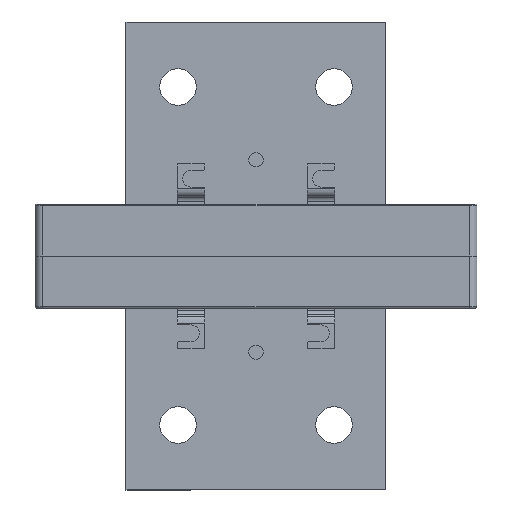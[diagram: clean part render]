
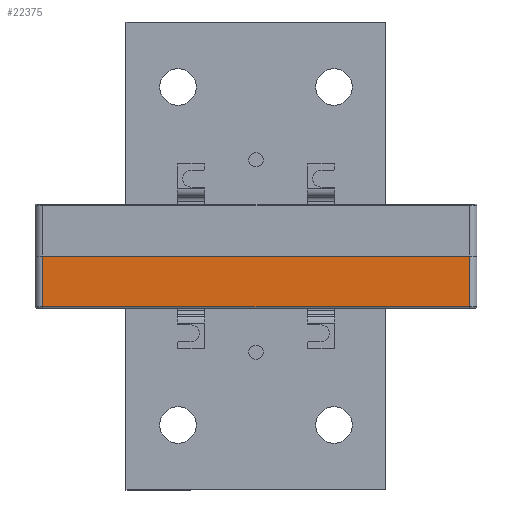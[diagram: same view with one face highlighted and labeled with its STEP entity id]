
A CAD part, front view. The second image highlights one B-rep face of the part: STEP entity #22375.
In plain terms, the highlighted planar face has unit normal (0, -1, 0).
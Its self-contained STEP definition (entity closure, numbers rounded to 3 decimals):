
#956 = VECTOR ( 'NONE', #8738, 1000. ) ;
#4320 = DIRECTION ( 'NONE',  ( 0., 0., 1. ) ) ;
#4909 = ORIENTED_EDGE ( 'NONE', *, *, #16725, .T. ) ;
#5800 = CARTESIAN_POINT ( 'NONE',  ( -85., -68., 20. ) ) ;
#8538 = VECTOR ( 'NONE', #14708, 1000. ) ;
#8738 = DIRECTION ( 'NONE',  ( 1., 0., 0. ) ) ;
#9335 = EDGE_CURVE ( 'NONE', #26081, #20531, #25192, .T. ) ;
#9597 = VECTOR ( 'NONE', #13458, 1000. ) ;
#9651 = LINE ( 'NONE', #5800, #956 ) ;
#10062 = PLANE ( 'NONE',  #23953 ) ;
#10735 = CARTESIAN_POINT ( 'NONE',  ( -82., -68., 20. ) ) ;
#11604 = CARTESIAN_POINT ( 'NONE',  ( 82., -68., 0.5 ) ) ;
#11755 = CARTESIAN_POINT ( 'NONE',  ( 82., -68., 20. ) ) ;
#13012 = CARTESIAN_POINT ( 'NONE',  ( -85., -68., 20. ) ) ;
#13458 = DIRECTION ( 'NONE',  ( 0., 0., -1. ) ) ;
#14426 = ORIENTED_EDGE ( 'NONE', *, *, #9335, .T. ) ;
#14708 = DIRECTION ( 'NONE',  ( 0., 0., 1. ) ) ;
#16404 = CARTESIAN_POINT ( 'NONE',  ( -82., -68., 20. ) ) ;
#16725 = EDGE_CURVE ( 'NONE', #20531, #24990, #35488, .T. ) ;
#19034 = VECTOR ( 'NONE', #24182, 1000. ) ;
#20531 = VERTEX_POINT ( 'NONE', #36688 ) ;
#20734 = VERTEX_POINT ( 'NONE', #23023 ) ;
#21308 = EDGE_CURVE ( 'NONE', #26081, #20734, #9651, .T. ) ;
#21867 = DIRECTION ( 'NONE',  ( 0., 1., 0. ) ) ;
#22375 = ADVANCED_FACE ( 'NONE', ( #27503 ), #10062, .F. ) ;
#23023 = CARTESIAN_POINT ( 'NONE',  ( 82., -68., 20. ) ) ;
#23953 = AXIS2_PLACEMENT_3D ( 'NONE', #13012, #21867, #4320 ) ;
#24143 = LINE ( 'NONE', #11755, #8538 ) ;
#24182 = DIRECTION ( 'NONE',  ( 1., 0., 0. ) ) ;
#24990 = VERTEX_POINT ( 'NONE', #11604 ) ;
#25192 = LINE ( 'NONE', #16404, #9597 ) ;
#25197 = ORIENTED_EDGE ( 'NONE', *, *, #21308, .F. ) ;
#25812 = EDGE_LOOP ( 'NONE', ( #14426, #4909, #37691, #25197 ) ) ;
#26081 = VERTEX_POINT ( 'NONE', #10735 ) ;
#27503 = FACE_OUTER_BOUND ( 'NONE', #25812, .T. ) ;
#29908 = CARTESIAN_POINT ( 'NONE',  ( 82., -68., 0.5 ) ) ;
#31247 = EDGE_CURVE ( 'NONE', #24990, #20734, #24143, .T. ) ;
#35488 = LINE ( 'NONE', #29908, #19034 ) ;
#36688 = CARTESIAN_POINT ( 'NONE',  ( -82., -68., 0.5 ) ) ;
#37691 = ORIENTED_EDGE ( 'NONE', *, *, #31247, .T. ) ;
